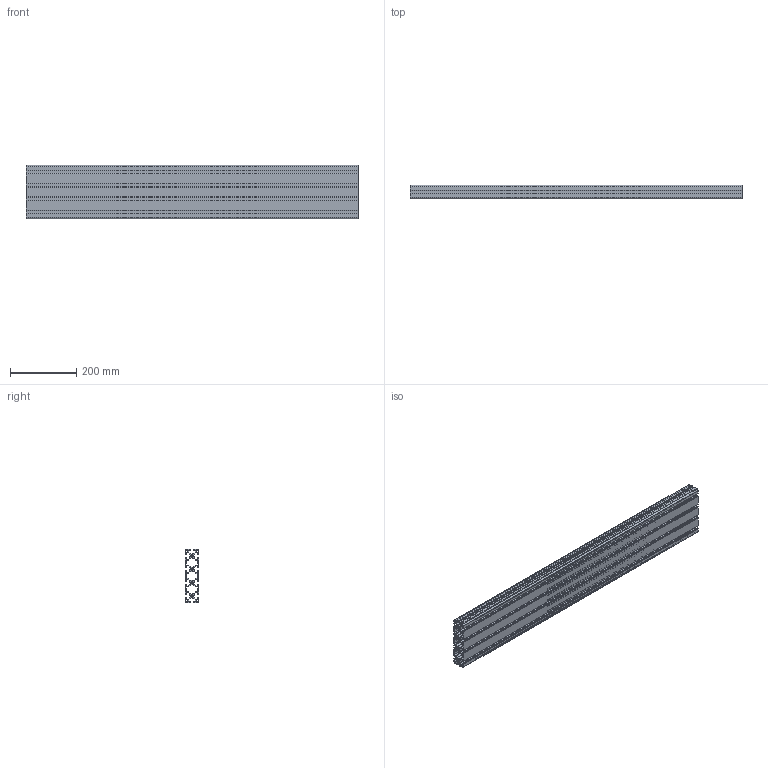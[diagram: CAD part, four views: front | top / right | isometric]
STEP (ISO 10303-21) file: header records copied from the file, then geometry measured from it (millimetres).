
FILE_DESCRIPTION(('STEP AP214'), '1');
FILE_NAME('HL40160W2', '', ('UNSPECIFIED'), ('UNSPECIFIED'), 'ASCON STEP Converter 1.6', 'ASCON Math Kernel', '');
FILE_SCHEMA(('AUTOMOTIVE_DESIGN { 1 0 10303 214 3 1 1}'));
Length unit declared in the file: millimetre
Bounding box: 1000 x 40 x 160 mm (x, y, z)
Volume: 1924257.1 mm3; surface area: 1413534.8 mm2
Topology: 1 solids, 1 shells, 464 faces, 1386 edges, 924 vertices
Faces by surface type: plane 238, cylinder 226
Full cylindrical faces by diameter (mm): 6.8 x4
Entity records: 19502 total; most frequent: CARTESIAN_POINT 2771, DIRECTION 2764, ORIENTED_EDGE 2764, EDGE_CURVE 1382, LINE 930, VECTOR 930, VERTEX_POINT 924, AXIS2_PLACEMENT_3D 917
